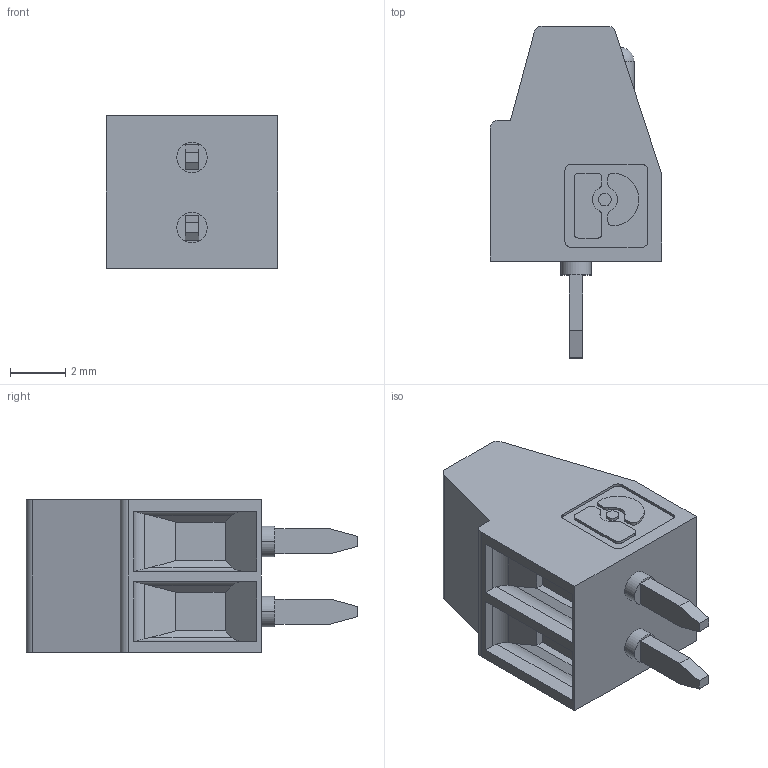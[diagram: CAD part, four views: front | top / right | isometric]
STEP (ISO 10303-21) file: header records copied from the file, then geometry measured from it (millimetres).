
FILE_DESCRIPTION (( 'STEP AP214' ), '1' );
FILE_NAME ('mpt_0.5-2-2.54_2.STEP', '2020-01-31T20:29:58', ( '' ), ( '' ), 'SwSTEP 2.0', 'SolidWorks 2017', '' );
FILE_SCHEMA (( 'AUTOMOTIVE_DESIGN' ));
Length unit declared in the file: millimetre
Products named in the file (1): mpt_0.5-2-2.54_2
Bounding box: 6.2 x 12 x 5.5 mm (x, y, z)
Volume: 221.3 mm3; surface area: 324.1 mm2
Topology: 1 solids, 1 shells, 124 faces, 312 edges, 206 vertices
Faces by surface type: plane 79, cylinder 43, sphere 2
Entity records: 5126 total; most frequent: CARTESIAN_POINT 705, DIRECTION 628, ORIENTED_EDGE 624, EDGE_CURVE 312, LINE 210, VECTOR 210, AXIS2_PLACEMENT_3D 209, VERTEX_POINT 206
